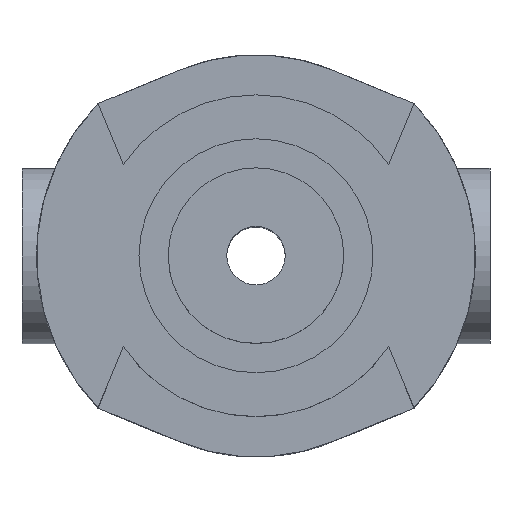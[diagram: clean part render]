
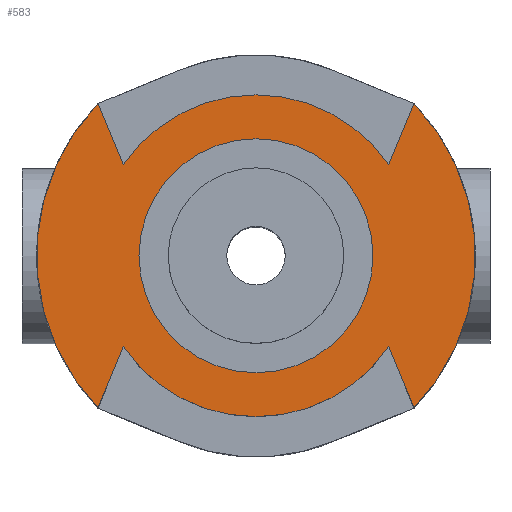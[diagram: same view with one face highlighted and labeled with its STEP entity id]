
A CAD part, top view. The second image highlights one B-rep face of the part: STEP entity #583.
In plain terms, the highlighted planar face has unit normal (0, 0, 1).
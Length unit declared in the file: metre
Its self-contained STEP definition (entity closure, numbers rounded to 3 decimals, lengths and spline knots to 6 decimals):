
#49=LINE('',#903,#103);
#50=LINE('',#907,#104);
#51=LINE('',#911,#105);
#52=LINE('',#915,#106);
#103=VECTOR('',#721,1.);
#104=VECTOR('',#724,1.);
#105=VECTOR('',#727,1.);
#106=VECTOR('',#730,1.);
#162=ORIENTED_EDGE('',*,*,#321,.F.);
#163=ORIENTED_EDGE('',*,*,#322,.F.);
#164=ORIENTED_EDGE('',*,*,#323,.T.);
#165=ORIENTED_EDGE('',*,*,#324,.F.);
#166=ORIENTED_EDGE('',*,*,#325,.F.);
#167=ORIENTED_EDGE('',*,*,#326,.T.);
#168=ORIENTED_EDGE('',*,*,#327,.T.);
#169=ORIENTED_EDGE('',*,*,#328,.T.);
#170=ORIENTED_EDGE('',*,*,#329,.F.);
#321=EDGE_CURVE('',#400,#400,#444,.T.);
#322=EDGE_CURVE('',#401,#402,#445,.T.);
#323=EDGE_CURVE('',#401,#403,#49,.T.);
#324=EDGE_CURVE('',#404,#403,#446,.T.);
#325=EDGE_CURVE('',#405,#404,#50,.T.);
#326=EDGE_CURVE('',#405,#406,#447,.T.);
#327=EDGE_CURVE('',#406,#407,#51,.T.);
#328=EDGE_CURVE('',#407,#408,#448,.T.);
#329=EDGE_CURVE('',#402,#408,#52,.T.);
#400=VERTEX_POINT('',#899);
#401=VERTEX_POINT('',#901);
#402=VERTEX_POINT('',#902);
#403=VERTEX_POINT('',#904);
#404=VERTEX_POINT('',#906);
#405=VERTEX_POINT('',#908);
#406=VERTEX_POINT('',#910);
#407=VERTEX_POINT('',#912);
#408=VERTEX_POINT('',#914);
#444=CIRCLE('',#638,0.004);
#445=CIRCLE('',#639,0.0055);
#446=CIRCLE('',#640,0.0075);
#447=CIRCLE('',#641,0.0055);
#448=CIRCLE('',#642,0.0075);
#465=EDGE_LOOP('',(#162));
#466=EDGE_LOOP('',(#163,#164,#165,#166,#167,#168,#169,#170));
#513=FACE_BOUND('',#465,.T.);
#514=FACE_BOUND('',#466,.T.);
#560=PLANE('',#637);
#583=ADVANCED_FACE('',(#513,#514),#560,.T.);
#637=AXIS2_PLACEMENT_3D('',#897,#715,#716);
#638=AXIS2_PLACEMENT_3D('',#898,#717,#718);
#639=AXIS2_PLACEMENT_3D('',#900,#719,#720);
#640=AXIS2_PLACEMENT_3D('',#905,#722,#723);
#641=AXIS2_PLACEMENT_3D('',#909,#725,#726);
#642=AXIS2_PLACEMENT_3D('',#913,#728,#729);
#715=DIRECTION('',(0.,0.,1.));
#716=DIRECTION('',(1.,0.,0.));
#717=DIRECTION('',(0.,0.,1.));
#718=DIRECTION('',(1.,0.,0.));
#719=DIRECTION('',(0.,0.,-1.));
#720=DIRECTION('',(1.,0.,0.));
#721=DIRECTION('',(0.383,-0.924,0.));
#722=DIRECTION('',(0.,0.,-1.));
#723=DIRECTION('',(-1.,0.,0.));
#724=DIRECTION('',(0.383,0.924,0.));
#725=DIRECTION('',(0.,0.,1.));
#726=DIRECTION('',(1.,0.,0.));
#727=DIRECTION('',(-0.383,0.924,0.));
#728=DIRECTION('',(0.,0.,1.));
#729=DIRECTION('',(1.,0.,0.));
#730=DIRECTION('',(-0.383,-0.924,0.));
#897=CARTESIAN_POINT('',(0.,0.,0.0077));
#898=CARTESIAN_POINT('',(0.,0.,0.0077));
#899=CARTESIAN_POINT('',(0.004,0.,0.0077));
#900=CARTESIAN_POINT('',(0.,0.,0.0077));
#901=CARTESIAN_POINT('',(0.004536,-0.003111,0.0077));
#902=CARTESIAN_POINT('',(-0.004536,-0.003111,0.0077));
#903=CARTESIAN_POINT('',(0.004536,-0.003111,0.0077));
#904=CARTESIAN_POINT('',(0.005402,-0.005203,0.0077));
#905=CARTESIAN_POINT('',(0.,0.,0.0077));
#906=CARTESIAN_POINT('',(0.005402,0.005203,0.0077));
#907=CARTESIAN_POINT('',(0.004536,0.003111,0.0077));
#908=CARTESIAN_POINT('',(0.004536,0.003111,0.0077));
#909=CARTESIAN_POINT('',(0.,0.,0.0077));
#910=CARTESIAN_POINT('',(-0.004536,0.003111,0.0077));
#911=CARTESIAN_POINT('',(-0.004536,0.003111,0.0077));
#912=CARTESIAN_POINT('',(-0.005402,0.005203,0.0077));
#913=CARTESIAN_POINT('',(0.,0.,0.0077));
#914=CARTESIAN_POINT('',(-0.005402,-0.005203,0.0077));
#915=CARTESIAN_POINT('',(-0.004536,-0.003111,0.0077));
